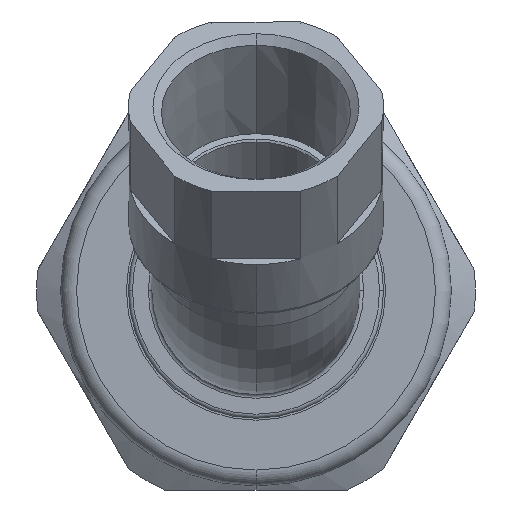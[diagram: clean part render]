
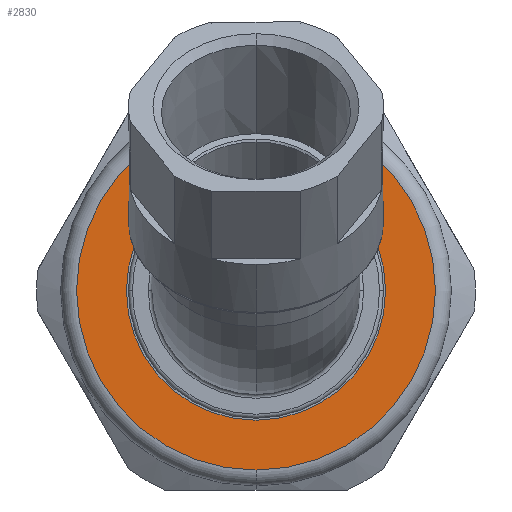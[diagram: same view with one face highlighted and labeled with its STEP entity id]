
A CAD part, left-side view. The second image highlights one B-rep face of the part: STEP entity #2830.
In plain terms, the highlighted planar face has unit normal (-1, 0, 0).
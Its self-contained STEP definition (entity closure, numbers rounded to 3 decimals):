
#27 = PLANE ( 'NONE',  #2309 ) ;
#46 = ORIENTED_EDGE ( 'NONE', *, *, #1333, .F. ) ;
#69 = CARTESIAN_POINT ( 'NONE',  ( -6.12, 0., 22.5 ) ) ;
#113 = DIRECTION ( 'NONE',  ( 0., 0., -1. ) ) ;
#119 = CIRCLE ( 'NONE', #2269, 16.25 ) ;
#163 = FACE_BOUND ( 'NONE', #2170, .T. ) ;
#479 = DIRECTION ( 'NONE',  ( 1., 0., 0. ) ) ;
#612 = VERTEX_POINT ( 'NONE', #1728 ) ;
#770 = DIRECTION ( 'NONE',  ( 0., 0., -1. ) ) ;
#803 = DIRECTION ( 'NONE',  ( 0., 0., 1. ) ) ;
#933 = CARTESIAN_POINT ( 'NONE',  ( -6.12, 0., 16.25 ) ) ;
#1024 = CARTESIAN_POINT ( 'NONE',  ( -6.12, 0., 0. ) ) ;
#1050 = DIRECTION ( 'NONE',  ( 0., 0., -1. ) ) ;
#1107 = ORIENTED_EDGE ( 'NONE', *, *, #1543, .T. ) ;
#1265 = VERTEX_POINT ( 'NONE', #69 ) ;
#1292 = DIRECTION ( 'NONE',  ( 1., 0., 0. ) ) ;
#1325 = DIRECTION ( 'NONE',  ( 0., 0., -1. ) ) ;
#1333 = EDGE_CURVE ( 'NONE', #1265, #3043, #2457, .T. ) ;
#1543 = EDGE_CURVE ( 'NONE', #612, #1850, #2366, .T. ) ;
#1668 = AXIS2_PLACEMENT_3D ( 'NONE', #2629, #2100, #1325 ) ;
#1674 = DIRECTION ( 'NONE',  ( 1., 0., 0. ) ) ;
#1713 = CARTESIAN_POINT ( 'NONE',  ( -6.12, 0., 0. ) ) ;
#1714 = CIRCLE ( 'NONE', #2069, 22.5 ) ;
#1728 = CARTESIAN_POINT ( 'NONE',  ( -6.12, 0., -16.25 ) ) ;
#1839 = CARTESIAN_POINT ( 'NONE',  ( -6.12, 0., 0. ) ) ;
#1850 = VERTEX_POINT ( 'NONE', #933 ) ;
#1882 = CARTESIAN_POINT ( 'NONE',  ( -6.12, 0., -22.5 ) ) ;
#1967 = ORIENTED_EDGE ( 'NONE', *, *, #2272, .F. ) ;
#2061 = CARTESIAN_POINT ( 'NONE',  ( -6.12, 0., 0. ) ) ;
#2069 = AXIS2_PLACEMENT_3D ( 'NONE', #1024, #1292, #1050 ) ;
#2100 = DIRECTION ( 'NONE',  ( 1., 0., 0. ) ) ;
#2106 = DIRECTION ( 'NONE',  ( -1., 0., 0. ) ) ;
#2170 = EDGE_LOOP ( 'NONE', ( #1107, #3074 ) ) ;
#2269 = AXIS2_PLACEMENT_3D ( 'NONE', #2061, #479, #770 ) ;
#2272 = EDGE_CURVE ( 'NONE', #3043, #1265, #1714, .T. ) ;
#2292 = EDGE_LOOP ( 'NONE', ( #1967, #46 ) ) ;
#2309 = AXIS2_PLACEMENT_3D ( 'NONE', #1839, #2106, #803 ) ;
#2349 = EDGE_CURVE ( 'NONE', #1850, #612, #119, .T. ) ;
#2366 = CIRCLE ( 'NONE', #1668, 16.25 ) ;
#2457 = CIRCLE ( 'NONE', #2904, 22.5 ) ;
#2629 = CARTESIAN_POINT ( 'NONE',  ( -6.12, 0., 0. ) ) ;
#2830 = ADVANCED_FACE ( 'NONE', ( #163, #3149 ), #27, .T. ) ;
#2904 = AXIS2_PLACEMENT_3D ( 'NONE', #1713, #1674, #113 ) ;
#3043 = VERTEX_POINT ( 'NONE', #1882 ) ;
#3074 = ORIENTED_EDGE ( 'NONE', *, *, #2349, .T. ) ;
#3149 = FACE_OUTER_BOUND ( 'NONE', #2292, .T. ) ;
